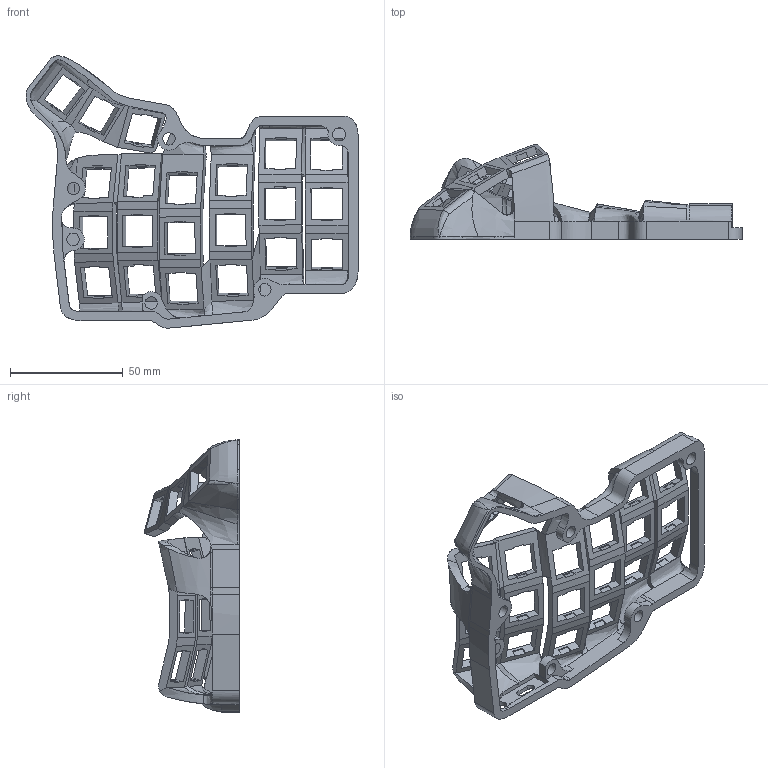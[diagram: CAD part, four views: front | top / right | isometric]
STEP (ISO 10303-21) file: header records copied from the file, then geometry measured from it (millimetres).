
FILE_DESCRIPTION(/* description */ (''),/* implementation_level */ '2;1');
FILE_NAME(/* name */ 'mini_v3 v29.step',/* time_stamp */ '2024-07-19T10:27:45+02:00',/* author */ (''),/* organization */ (''),/* preprocessor_version */ 'ST-DEVELOPER v20',/* originating_system */ 'Autodesk Translation Framework v13.14.0.145',/* authorisation */ '');
FILE_SCHEMA (('AUTOMOTIVE_DESIGN { 1 0 10303 214 3 1 1 }'));
Length unit declared in the file: millimetre
Products named in the file (1): mini_v3
Bounding box: 147.36 x 42.02 x 120.86 mm (x, y, z)
Volume: 47656.7 mm3; surface area: 38310.9 mm2
Topology: 1 solids, 2 shells, 708 faces, 2063 edges, 1345 vertices
Faces by surface type: plane 425, bspline 266, cylinder 17
Full cylindrical faces by diameter (mm): 5.2 x1, 5.5 x5, 5.9 x1
Entity records: 32261 total; most frequent: CARTESIAN_POINT 15525, ORIENTED_EDGE 4122, DIRECTION 2361, EDGE_CURVE 2061, LINE 1395, VECTOR 1395, VERTEX_POINT 1345, EDGE_LOOP 772
